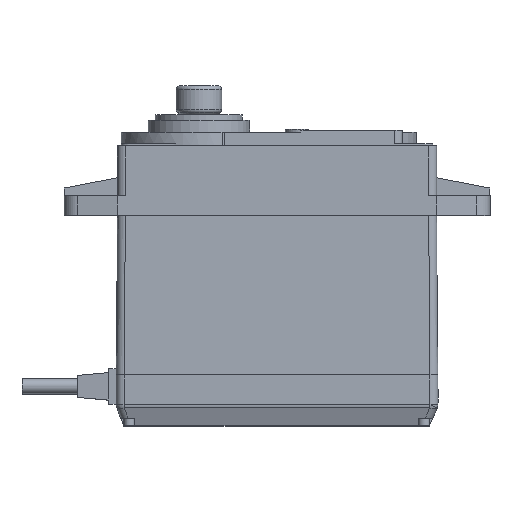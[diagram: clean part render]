
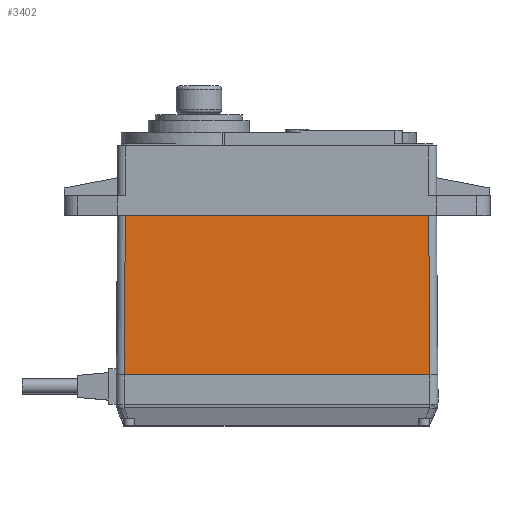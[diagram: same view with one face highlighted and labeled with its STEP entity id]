
A CAD part, top view. The second image highlights one B-rep face of the part: STEP entity #3402.
In plain terms, the highlighted planar face has unit normal (0, 0.007, 1).
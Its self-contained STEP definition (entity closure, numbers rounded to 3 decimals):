
#177=PLANE('',#3800);
#428=LINE('',#5665,#750);
#432=LINE('',#5679,#754);
#436=LINE('',#5692,#758);
#442=LINE('',#5705,#764);
#750=VECTOR('',#4592,10.);
#754=VECTOR('',#4604,10.);
#758=VECTOR('',#4618,10.);
#764=VECTOR('',#4634,10.);
#1065=FACE_OUTER_BOUND('',#1268,.T.);
#1268=EDGE_LOOP('',(#2951,#2952,#2953,#2954));
#1706=VERTEX_POINT('',#5658);
#1709=VERTEX_POINT('',#5663);
#1715=VERTEX_POINT('',#5677);
#1719=VERTEX_POINT('',#5690);
#2128=EDGE_CURVE('',#1709,#1706,#428,.T.);
#2135=EDGE_CURVE('',#1709,#1715,#432,.T.);
#2141=EDGE_CURVE('',#1719,#1715,#436,.T.);
#2148=EDGE_CURVE('',#1719,#1706,#442,.T.);
#2951=ORIENTED_EDGE('',*,*,#2128,.F.);
#2952=ORIENTED_EDGE('',*,*,#2135,.T.);
#2953=ORIENTED_EDGE('',*,*,#2141,.F.);
#2954=ORIENTED_EDGE('',*,*,#2148,.T.);
#3402=ADVANCED_FACE('',(#1065),#177,.T.);
#3800=AXIS2_PLACEMENT_3D('',#5704,#4632,#4633);
#4592=DIRECTION('',(0.007,-1.,0.007));
#4604=DIRECTION('',(-1.,0.,0.));
#4618=DIRECTION('',(0.007,1.,-0.007));
#4632=DIRECTION('center_axis',(0.,0.007,
1.));
#4633=DIRECTION('ref_axis',(-1.,0.,0.));
#4634=DIRECTION('',(1.,0.,0.));
#5658=CARTESIAN_POINT('',(29.4,-36.8,10.));
#5663=CARTESIAN_POINT('',(29.25,-16.5,9.85));
#5665=CARTESIAN_POINT('',(29.249,-16.357,9.849));
#5677=CARTESIAN_POINT('',(-9.35,-16.5,9.85));
#5679=CARTESIAN_POINT('',(30.25,-16.5,9.85));
#5690=CARTESIAN_POINT('',(-9.5,-36.8,10.));
#5692=CARTESIAN_POINT('',(-9.35,-16.435,9.85));
#5704=CARTESIAN_POINT('Origin',(-10.35,-16.5,9.85));
#5705=CARTESIAN_POINT('',(30.25,-36.8,10.));
